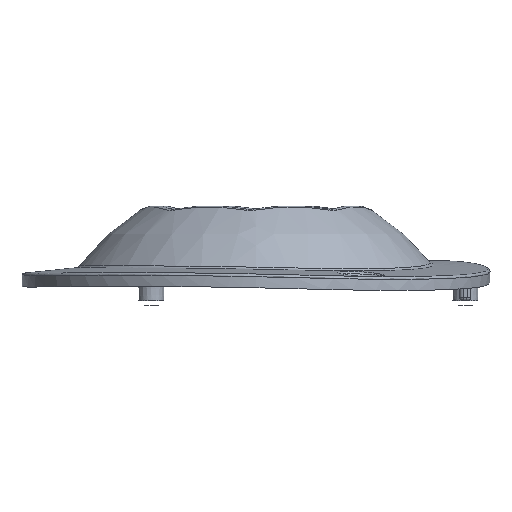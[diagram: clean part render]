
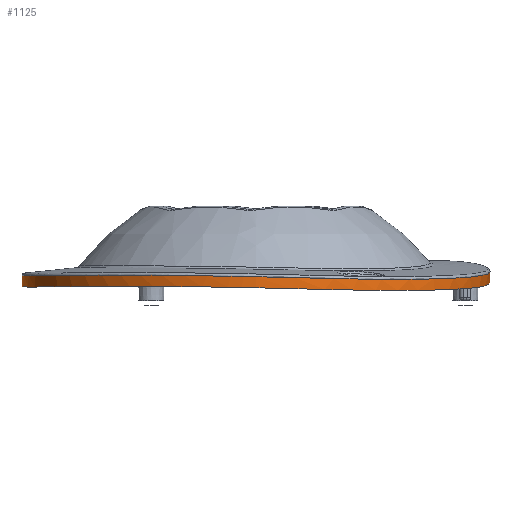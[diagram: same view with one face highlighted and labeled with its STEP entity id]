
A CAD part, left-side view. The second image highlights one B-rep face of the part: STEP entity #1125.
In plain terms, the highlighted conical face has half-angle 1 degrees and reference radius 21.46 mm.
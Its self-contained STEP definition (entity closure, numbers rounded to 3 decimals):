
#35=LINE('',#3306,#73);
#73=VECTOR('',#1377,21.5);
#111=CONICAL_SURFACE('',#1223,21.46,0.017);
#176=FACE_OUTER_BOUND('',#254,.T.);
#254=EDGE_LOOP('',(#822,#823,#824,#825,#826,#827));
#347=B_SPLINE_CURVE_WITH_KNOTS('',3,(#3254,#3255,#3256,#3257,#3258,#3259,
#3260,#3261,#3262,#3263,#3264,#3265,#3266,#3267,#3268,#3269,#3270,#3271,
#3272,#3273,#3274,#3275,#3276),.UNSPECIFIED.,.F.,.F.,(4,1,2,1,2,2,2,1,1,
2,1,2,2,4),(0.,1.113,2.227,3.488,4.748,
5.61,6.19,7.538,8.212,8.886,
10.256,11.625,12.318,12.342),
 .UNSPECIFIED.);
#348=B_SPLINE_CURVE_WITH_KNOTS('',3,(#3277,#3278,#3279,#3280,#3281,#3282),
 .UNSPECIFIED.,.F.,.F.,(4,2,4),(12.342,13.462,13.561),
 .UNSPECIFIED.);
#349=B_SPLINE_CURVE_WITH_KNOTS('',3,(#3286,#3287,#3288,#3289,#3290,#3291,
#3292,#3293,#3294,#3295,#3296,#3297,#3298,#3299,#3300,#3301,#3302,#3303,
#3304,#3305),.UNSPECIFIED.,.F.,.F.,(4,2,2,2,2,2,2,2,2,4),(-13.548,
-12.979,-12.152,-11.3,-10.458,-9.625,
-8.79,-7.946,-7.106,-6.417),
 .UNSPECIFIED.);
#350=B_SPLINE_CURVE_WITH_KNOTS('',3,(#3307,#3308,#3309,#3310,#3311,#3312,
#3313,#3314,#3315,#3316,#3317,#3318,#3319,#3320,#3321,#3322,#3323,#3324,
#3325,#3326),.UNSPECIFIED.,.F.,.F.,(4,2,2,2,2,2,2,2,2,4),(-6.417,
-6.276,-5.452,-4.767,-4.037,
-3.184,-2.38,-1.532,-0.781,
0.),.UNSPECIFIED.);
#492=VERTEX_POINT('',#3251);
#493=VERTEX_POINT('',#3253);
#494=VERTEX_POINT('',#3284);
#495=VERTEX_POINT('',#3285);
#615=EDGE_CURVE('',#492,#493,#347,.T.);
#616=EDGE_CURVE('',#493,#492,#348,.T.);
#617=EDGE_CURVE('',#494,#495,#349,.T.);
#618=EDGE_CURVE('',#495,#493,#35,.T.);
#619=EDGE_CURVE('',#495,#494,#350,.T.);
#822=ORIENTED_EDGE('',*,*,#617,.T.);
#823=ORIENTED_EDGE('',*,*,#618,.T.);
#824=ORIENTED_EDGE('',*,*,#615,.F.);
#825=ORIENTED_EDGE('',*,*,#616,.F.);
#826=ORIENTED_EDGE('',*,*,#618,.F.);
#827=ORIENTED_EDGE('',*,*,#619,.T.);
#1125=ADVANCED_FACE('',(#176),#111,.T.);
#1223=AXIS2_PLACEMENT_3D('',#3283,#1375,#1376);
#1375=DIRECTION('center_axis',(0.,0.,1.));
#1376=DIRECTION('ref_axis',(1.,0.,0.));
#1377=DIRECTION('',(-0.017,0.,1.));
#3251=CARTESIAN_POINT('',(-59.311,-3.166,12.531));
#3253=CARTESIAN_POINT('',(-62.66,8.35,12.763));
#3254=CARTESIAN_POINT('Ctrl Pts',(-59.311,-3.166,12.531));
#3255=CARTESIAN_POINT('Ctrl Pts',(-57.328,-6.292,12.506));
#3256=CARTESIAN_POINT('Ctrl Pts',(-51.72,-11.497,12.614));
#3257=CARTESIAN_POINT('Ctrl Pts',(-44.277,-13.252,12.98));
#3258=CARTESIAN_POINT('Ctrl Pts',(-36.414,-13.063,13.551));
#3259=CARTESIAN_POINT('Ctrl Pts',(-28.115,-10.344,14.26));
#3260=CARTESIAN_POINT('Ctrl Pts',(-22.679,-3.485,13.821));
#3261=CARTESIAN_POINT('Ctrl Pts',(-20.097,3.063,13.411));
#3262=CARTESIAN_POINT('Ctrl Pts',(-19.577,5.933,13.247));
#3263=CARTESIAN_POINT('Ctrl Pts',(-19.68,10.72,13.066));
#3264=CARTESIAN_POINT('Ctrl Pts',(-19.983,12.638,13.017));
#3265=CARTESIAN_POINT('Ctrl Pts',(-21.801,18.788,12.904));
#3266=CARTESIAN_POINT('Ctrl Pts',(-25.805,24.587,12.875));
#3267=CARTESIAN_POINT('Ctrl Pts',(-33.782,28.931,12.845));
#3268=CARTESIAN_POINT('Ctrl Pts',(-38.235,29.778,12.855));
#3269=CARTESIAN_POINT('Ctrl Pts',(-45.025,30.003,12.834));
#3270=CARTESIAN_POINT('Ctrl Pts',(-54.201,27.286,12.838));
#3271=CARTESIAN_POINT('Ctrl Pts',(-60.007,19.677,12.911));
#3272=CARTESIAN_POINT('Ctrl Pts',(-62.232,13.194,12.849));
#3273=CARTESIAN_POINT('Ctrl Pts',(-62.633,10.897,12.817));
#3274=CARTESIAN_POINT('Ctrl Pts',(-62.659,8.513,12.767));
#3275=CARTESIAN_POINT('Ctrl Pts',(-62.66,8.431,12.765));
#3276=CARTESIAN_POINT('Ctrl Pts',(-62.66,8.35,12.763));
#3277=CARTESIAN_POINT('Ctrl Pts',(-62.66,8.35,12.763));
#3278=CARTESIAN_POINT('Ctrl Pts',(-62.658,4.628,12.683));
#3279=CARTESIAN_POINT('Ctrl Pts',(-61.672,0.913,12.575));
#3280=CARTESIAN_POINT('Ctrl Pts',(-59.658,-2.604,12.535));
#3281=CARTESIAN_POINT('Ctrl Pts',(-59.488,-2.887,12.533));
#3282=CARTESIAN_POINT('Ctrl Pts',(-59.311,-3.166,12.531));
#3283=CARTESIAN_POINT('Origin',(-41.15,8.35,10.001));
#3284=CARTESIAN_POINT('',(-19.95,4.769,12.317));
#3285=CARTESIAN_POINT('',(-62.641,8.35,11.749));
#3286=CARTESIAN_POINT('Ctrl Pts',(-19.95,4.769,12.317));
#3287=CARTESIAN_POINT('Ctrl Pts',(-19.636,6.636,12.217));
#3288=CARTESIAN_POINT('Ctrl Pts',(-19.57,8.538,12.134));
#3289=CARTESIAN_POINT('Ctrl Pts',(-20.022,13.169,11.988));
#3290=CARTESIAN_POINT('Ctrl Pts',(-20.814,15.837,11.945));
#3291=CARTESIAN_POINT('Ctrl Pts',(-23.403,20.802,11.885));
#3292=CARTESIAN_POINT('Ctrl Pts',(-25.203,23.037,11.87));
#3293=CARTESIAN_POINT('Ctrl Pts',(-29.541,26.654,11.844));
#3294=CARTESIAN_POINT('Ctrl Pts',(-32.028,28.012,11.836));
#3295=CARTESIAN_POINT('Ctrl Pts',(-37.356,29.686,11.833));
#3296=CARTESIAN_POINT('Ctrl Pts',(-40.142,29.997,11.834));
#3297=CARTESIAN_POINT('Ctrl Pts',(-45.685,29.541,11.82));
#3298=CARTESIAN_POINT('Ctrl Pts',(-48.389,28.776,11.816));
#3299=CARTESIAN_POINT('Ctrl Pts',(-53.383,26.244,11.836));
#3300=CARTESIAN_POINT('Ctrl Pts',(-55.619,24.49,11.857));
#3301=CARTESIAN_POINT('Ctrl Pts',(-59.281,20.228,11.878));
#3302=CARTESIAN_POINT('Ctrl Pts',(-60.674,17.764,11.877));
#3303=CARTESIAN_POINT('Ctrl Pts',(-62.276,12.92,11.834));
#3304=CARTESIAN_POINT('Ctrl Pts',(-62.641,10.641,11.799));
#3305=CARTESIAN_POINT('Ctrl Pts',(-62.641,8.35,11.749));
#3306=CARTESIAN_POINT('',(-62.61,8.35,10.001));
#3307=CARTESIAN_POINT('Ctrl Pts',(-62.641,8.35,11.749));
#3308=CARTESIAN_POINT('Ctrl Pts',(-62.64,7.881,11.739));
#3309=CARTESIAN_POINT('Ctrl Pts',(-62.625,7.412,11.728));
#3310=CARTESIAN_POINT('Ctrl Pts',(-62.413,4.203,11.652));
#3311=CARTESIAN_POINT('Ctrl Pts',(-61.708,1.521,11.579));
#3312=CARTESIAN_POINT('Ctrl Pts',(-59.527,-3.016,11.505));
#3313=CARTESIAN_POINT('Ctrl Pts',(-58.214,-4.905,11.494));
#3314=CARTESIAN_POINT('Ctrl Pts',(-54.939,-8.308,11.538));
#3315=CARTESIAN_POINT('Ctrl Pts',(-52.964,-9.763,11.593));
#3316=CARTESIAN_POINT('Ctrl Pts',(-48.248,-12.133,11.774));
#3317=CARTESIAN_POINT('Ctrl Pts',(-45.481,-12.893,11.907));
#3318=CARTESIAN_POINT('Ctrl Pts',(-39.977,-13.284,12.264));
#3319=CARTESIAN_POINT('Ctrl Pts',(-37.302,-12.974,12.492));
#3320=CARTESIAN_POINT('Ctrl Pts',(-32.063,-11.348,12.868));
#3321=CARTESIAN_POINT('Ctrl Pts',(-29.564,-9.995,12.99));
#3322=CARTESIAN_POINT('Ctrl Pts',(-25.467,-6.586,12.983));
#3323=CARTESIAN_POINT('Ctrl Pts',(-23.841,-4.663,12.887));
#3324=CARTESIAN_POINT('Ctrl Pts',(-21.273,-0.261,
12.62));
#3325=CARTESIAN_POINT('Ctrl Pts',(-20.381,2.203,12.454));
#3326=CARTESIAN_POINT('Ctrl Pts',(-19.95,4.769,12.317));
